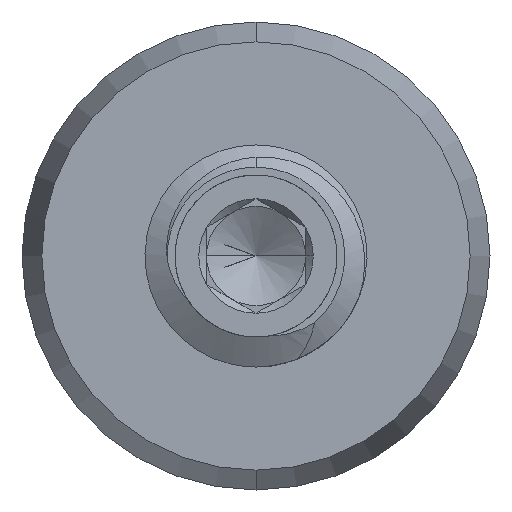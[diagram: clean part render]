
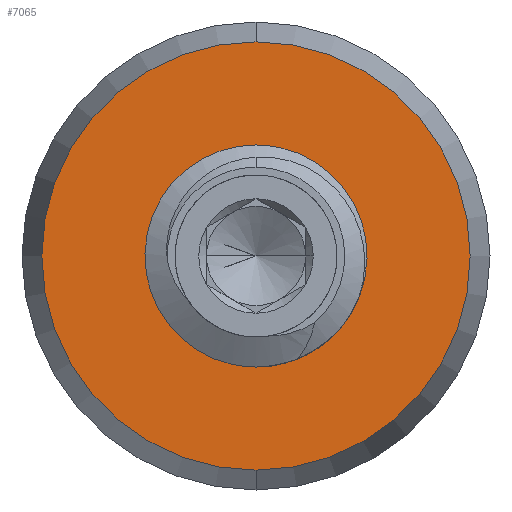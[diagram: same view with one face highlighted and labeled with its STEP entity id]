
A CAD part, front view. The second image highlights one B-rep face of the part: STEP entity #7065.
In plain terms, the highlighted planar face has unit normal (0, -1, 0).
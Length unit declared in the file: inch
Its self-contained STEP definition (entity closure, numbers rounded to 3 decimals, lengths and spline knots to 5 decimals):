
#6 = VERTEX_POINT ( 'NONE', #2475 ) ;
#8 = CIRCLE ( 'NONE', #4677, 0.108 ) ;
#157 = DIRECTION ( 'NONE',  ( 0., 1., 0. ) ) ;
#246 = DIRECTION ( 'NONE',  ( 0., 0., 1. ) ) ;
#635 = DIRECTION ( 'NONE',  ( 0., 1., 0. ) ) ;
#667 = EDGE_CURVE ( 'NONE', #5365, #915, #5072, .T. ) ;
#711 = DIRECTION ( 'NONE',  ( 0., 0., 1. ) ) ;
#915 = VERTEX_POINT ( 'NONE', #2535 ) ;
#920 = DIRECTION ( 'NONE',  ( 0., 0., 1. ) ) ;
#975 = EDGE_CURVE ( 'NONE', #7897, #6, #8, .T. ) ;
#1298 = AXIS2_PLACEMENT_3D ( 'NONE', #6042, #2797, #5327 ) ;
#1560 = DIRECTION ( 'NONE',  ( 0., 1., 0. ) ) ;
#2243 = ORIENTED_EDGE ( 'NONE', *, *, #4209, .T. ) ;
#2475 = CARTESIAN_POINT ( 'NONE',  ( -0.04197, -2.90213, -0.15235 ) ) ;
#2535 = CARTESIAN_POINT ( 'NONE',  ( -0.04197, -2.90213, 0.01015 ) ) ;
#2613 = CIRCLE ( 'NONE', #7924, 0.108 ) ;
#2692 = CARTESIAN_POINT ( 'NONE',  ( -0.04197, -2.90213, -0.09885 ) ) ;
#2797 = DIRECTION ( 'NONE',  ( 0., 1., 0. ) ) ;
#2824 = AXIS2_PLACEMENT_3D ( 'NONE', #3716, #3793, #5523 ) ;
#2839 = FACE_BOUND ( 'NONE', #3855, .T. ) ;
#2957 = AXIS2_PLACEMENT_3D ( 'NONE', #6057, #1560, #920 ) ;
#3400 = EDGE_CURVE ( 'NONE', #6, #7897, #2613, .T. ) ;
#3428 = PLANE ( 'NONE',  #1298 ) ;
#3716 = CARTESIAN_POINT ( 'NONE',  ( -0.04197, -2.90213, -0.04435 ) ) ;
#3793 = DIRECTION ( 'NONE',  ( 0., 1., 0. ) ) ;
#3855 = EDGE_LOOP ( 'NONE', ( #6786, #2243 ) ) ;
#4016 = CIRCLE ( 'NONE', #2824, 0.0545 ) ;
#4209 = EDGE_CURVE ( 'NONE', #915, #5365, #4016, .T. ) ;
#4305 = ORIENTED_EDGE ( 'NONE', *, *, #3400, .F. ) ;
#4677 = AXIS2_PLACEMENT_3D ( 'NONE', #5181, #635, #711 ) ;
#4751 = CARTESIAN_POINT ( 'NONE',  ( -0.04197, -2.90213, 0.06365 ) ) ;
#5072 = CIRCLE ( 'NONE', #2957, 0.0545 ) ;
#5181 = CARTESIAN_POINT ( 'NONE',  ( -0.04197, -2.90213, -0.04435 ) ) ;
#5327 = DIRECTION ( 'NONE',  ( 0., 0., 1. ) ) ;
#5365 = VERTEX_POINT ( 'NONE', #2692 ) ;
#5523 = DIRECTION ( 'NONE',  ( 0., 0., 1. ) ) ;
#6042 = CARTESIAN_POINT ( 'NONE',  ( 0.06603, -2.90213, -0.04435 ) ) ;
#6057 = CARTESIAN_POINT ( 'NONE',  ( -0.04197, -2.90213, -0.04435 ) ) ;
#6786 = ORIENTED_EDGE ( 'NONE', *, *, #667, .T. ) ;
#7065 = ADVANCED_FACE ( 'NONE', ( #2839, #7295 ), #3428, .F. ) ;
#7186 = ORIENTED_EDGE ( 'NONE', *, *, #975, .F. ) ;
#7226 = CARTESIAN_POINT ( 'NONE',  ( -0.04197, -2.90213, -0.04435 ) ) ;
#7295 = FACE_OUTER_BOUND ( 'NONE', #8121, .T. ) ;
#7897 = VERTEX_POINT ( 'NONE', #4751 ) ;
#7924 = AXIS2_PLACEMENT_3D ( 'NONE', #7226, #157, #246 ) ;
#8121 = EDGE_LOOP ( 'NONE', ( #7186, #4305 ) ) ;
